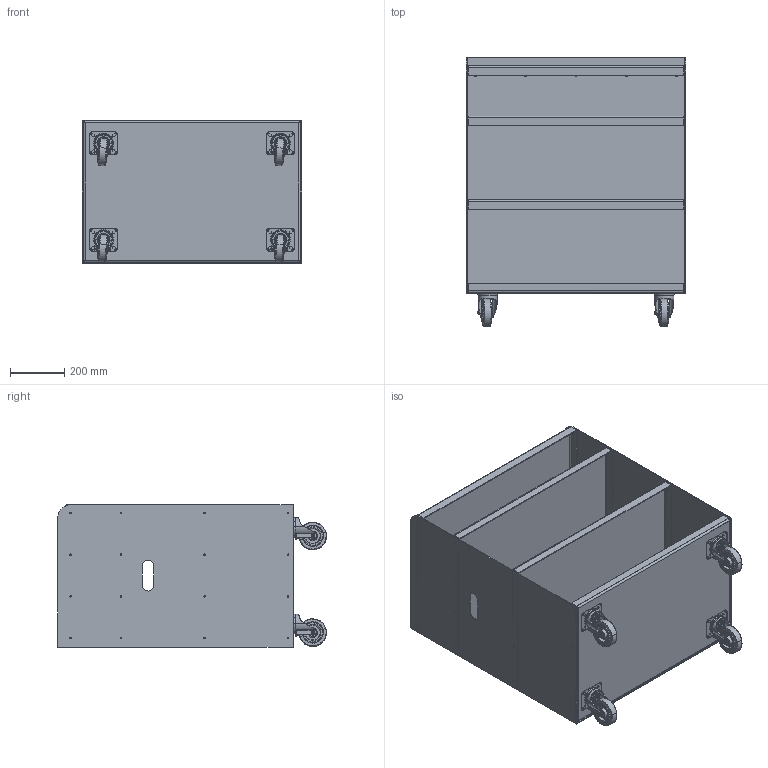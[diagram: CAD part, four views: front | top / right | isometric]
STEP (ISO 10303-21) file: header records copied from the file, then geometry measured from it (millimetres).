
FILE_DESCRIPTION (( 'STEP AP214' ), '1' );
FILE_NAME ('Assem1.STEP', '2024-07-22T19:14:52', ( '' ), ( '' ), 'SwSTEP 2.0', 'SolidWorks 2017', '' );
FILE_SCHEMA (( 'AUTOMOTIVE_DESIGN' ));
Length unit declared in the file: millimetre
Products named in the file (6): Charola_Charol 1-3; Assem1; Charola_Charola 4; Placa Lateral; Caster Wheel 4; Placa Trasera
Assembly tree (11 placements, depth 2):
  Assem1
    Charola_Charola 4
    Placa Lateral  x2
    Placa Trasera
    Charola_Charol 1-3  x3
    Caster Wheel 4  x4
Bounding box: 806.83 x 987.46 x 523.42 mm (x, y, z)
Volume: 13067144.6 mm3; surface area: 7562334.9 mm2
Topology: 35 solids, 35 shells, 1326 faces, 3308 edges, 2104 vertices
Faces by surface type: cylinder 552, plane 418, bspline 204, cone 120, torus 32
Entity records: 22370 total; most frequent: CARTESIAN_POINT 6784, ORIENTED_EDGE 2778, DIRECTION 2651, EDGE_CURVE 1389, AXIS2_PLACEMENT_3D 1036, VERTEX_POINT 890, EDGE_LOOP 729, VECTOR 579
